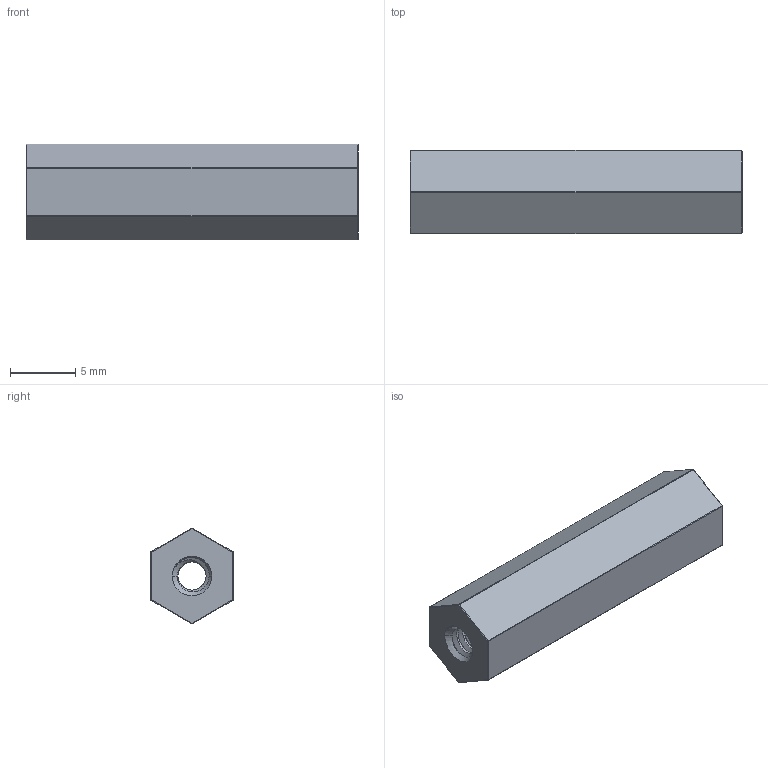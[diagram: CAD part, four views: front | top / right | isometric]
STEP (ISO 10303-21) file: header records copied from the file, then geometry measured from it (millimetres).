
FILE_DESCRIPTION((''),'2;1');
FILE_NAME('001_STANDOFF_MASTER','2020-06-23T',('SYSTEM'),(''),'PRO/ENGINEER BY PARAMETRIC TECHNOLOGY CORPORATION, 2016360','PRO/ENGINEER BY PARAMETRIC TECHNOLOGY CORPORATION, 2016360','');
FILE_SCHEMA(('AUTOMOTIVE_DESIGN { 1 0 10303 214 1 1 1 1 }'));
Length unit declared in the file: inch
Products named in the file (1): 001_STANDOFF_MASTER
Bounding box: 25.4 x 6.35 x 7.32 mm (x, y, z)
Volume: 763.9 mm3; surface area: 939.4 mm2
Topology: 1 solids, 1 shells, 151 faces, 391 edges, 242 vertices
Faces by surface type: cylinder 94, bspline 33, sphere 12, plane 8, cone 4
Entity records: 14051 total; most frequent: CARTESIAN_POINT 10657, ORIENTED_EDGE 782, DIRECTION 455, EDGE_CURVE 391, VERTEX_POINT 242, B_SPLINE_CURVE_WITH_KNOTS 214, AXIS2_PLACEMENT_3D 160, EDGE_LOOP 153
